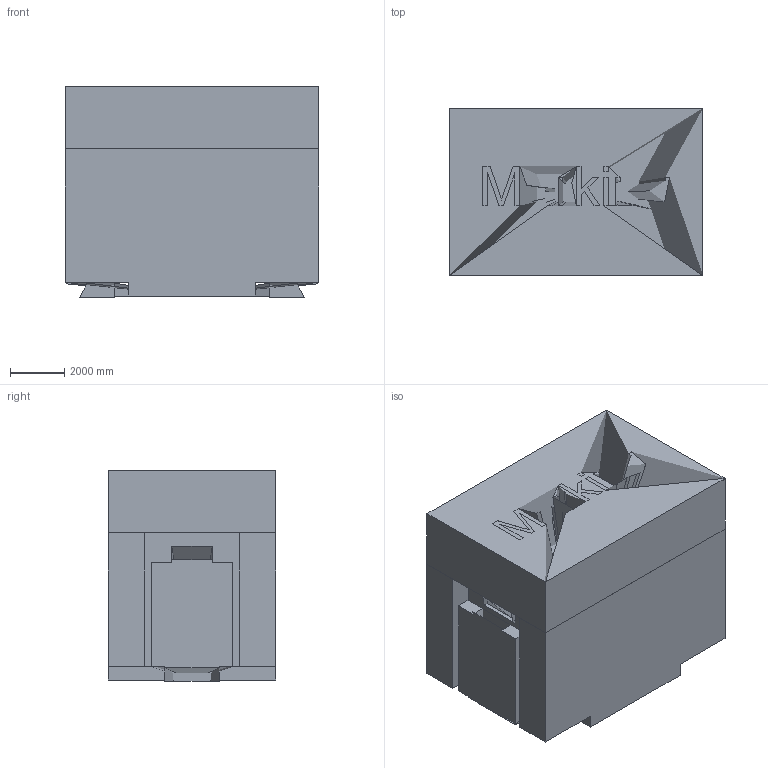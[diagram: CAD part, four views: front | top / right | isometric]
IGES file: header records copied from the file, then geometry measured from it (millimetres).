
Start section: C
Global section: file name: 74430810xx.igs; native system: By Siemens PLM Incorporated; preprocessor: XPlus GENERIC/IGES 17.0.49; author: Author; organization: Title; date: 20151117.142207; units: millimetre
Bounding box: 9400 x 6200 x 7800 mm (x, y, z)
Volume: 425.5 mm3; surface area: 554.9 mm2
Topology: 2 solids, 2 shells, 138 faces, 361 edges, 240 vertices
Faces by surface type: bspline 138
